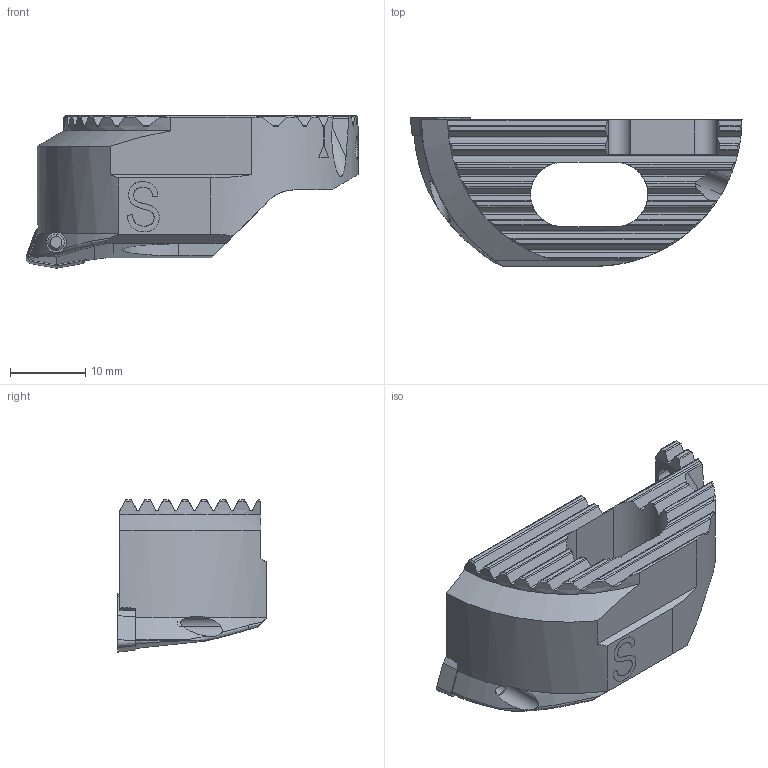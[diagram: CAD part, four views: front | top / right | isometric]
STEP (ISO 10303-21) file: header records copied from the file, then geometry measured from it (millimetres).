
FILE_DESCRIPTION(('no description'),'unknown implementation level');
FILE_NAME('04CF5109-2E2F-4C5C-BDCD-4A3D80FBAEBD_export.stp',' ',('CIMSOURCE GmbH'),('CADClick - KiM GmbH - www.kimweb.de'),'unknown preprocess','ACIS','unknown authorization');
FILE_SCHEMA(('automotive_design'));
Length unit declared in the file: millimetre
Products named in the file (3): 639.241 Kaiser 49-62 SW41 WC04 S|639.241 Kaiser 49-62 SW41 WC04 S;Marke; 639.241 Kaiser 49-62 SW41 WC04 S|655.631 Kaiser WCMT 040208 K20C;Kombinieren1; 639.241 Kaiser 49-62 SW41 WC04 S|694.124 Kaiser ETL M2,5 X 5,8 T7 IP 10S;Kreismuster1
Bounding box: 43.99 x 19.68 x 20.2 mm (x, y, z)
Volume: 6309.5 mm3; surface area: 3991.8 mm2
Topology: 3 solids, 3 shells, 258 faces, 730 edges, 476 vertices
Faces by surface type: plane 97, cylinder 87, cone 35, bspline 30, torus 8, sphere 1
Entity records: 20939 total; most frequent: CARTESIAN_POINT 6415, STYLED_ITEM 1463, PRESENTATION_STYLE_ASSIGNMENT 1463, COLOUR_RGB 1463, ORIENTED_EDGE 1452, DIRECTION 1223, EDGE_CURVE 726, CURVE_STYLE 726
